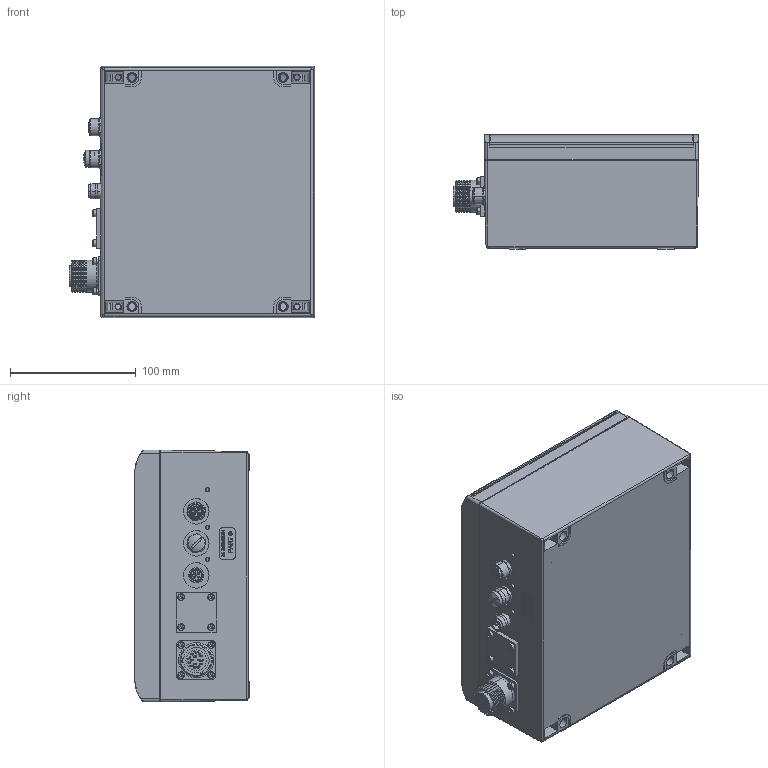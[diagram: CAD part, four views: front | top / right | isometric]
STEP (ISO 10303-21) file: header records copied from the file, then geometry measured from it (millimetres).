
FILE_DESCRIPTION (( 'STEP AP214' ), '1' );
FILE_NAME ('DBAN1N-E.STEP', '2019-02-21T14:11:00', ( '' ), ( '' ), 'SwSTEP 2.0', 'SolidWorks 2017', '' );
FILE_SCHEMA (( 'AUTOMOTIVE_DESIGN' ));
Length unit declared in the file: inch
Products named in the file (12): 45.0572; 15770 TRIM PIECE; 15808; 15810; 46.0316; B18.3.1M - 3 x 0.5 x 8 Hex SHCS -- 8CHX_B18.3.1M - 3 x 0.5 x 8 Hex SHCS -- 8CHX; 15767_FOR SHEET 5 CONNECTOR AND LIGHT PIPE; 46.0407; _191.170.000_cover_1; 15770; DBAN1N-E
Assembly tree (19 placements, depth 3):
  DBAN1N-E
    15770
      15770
    _191.170.000_cover_1
    46.0407
    15767_FOR SHEET 5 CONNECTOR AND LIGHT PIPE
    B18.3.1M - 3 x 0.5 x 8 Hex SHCS -- 8CHX_B18.3.1M - 3 x 0.5 x 8 Hex SHCS -- 8CHX  x8
    46.0316
    15810
    15808
    15770 TRIM PIECE  x2
    45.0572
Bounding box: 194.73 x 91 x 200 mm (x, y, z)
Volume: 564717.4 mm3; surface area: 380365.9 mm2
Topology: 17 solids, 44 shells, 4368 faces, 11393 edges, 7411 vertices
Faces by surface type: plane 2423, cylinder 863, bspline 586, cone 436, torus 58, sphere 2
Entity records: 201668 total; most frequent: CARTESIAN_POINT 66654, ORIENTED_EDGE 21596, DIRECTION 18086, EDGE_CURVE 10804, VERTEX_POINT 7082, VECTOR 7050, LINE 7050, AXIS2_PLACEMENT_3D 5518
